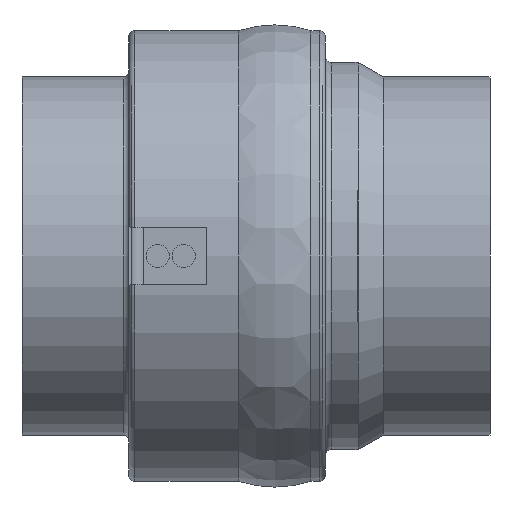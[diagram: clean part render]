
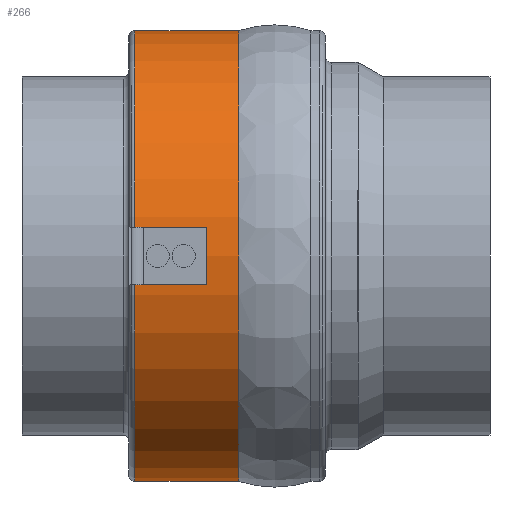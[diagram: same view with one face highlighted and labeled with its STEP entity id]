
A CAD part, left-side view. The second image highlights one B-rep face of the part: STEP entity #266.
In plain terms, the highlighted cylindrical face has radius 78 mm (diameter 156 mm), a partial arc.
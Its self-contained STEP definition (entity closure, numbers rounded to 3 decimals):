
#69 = EDGE_CURVE ( 'NONE', #78, #117, #816, .T. ) ;
#72 = EDGE_CURVE ( 'NONE', #81, #116, #812, .T. ) ;
#78 = VERTEX_POINT ( 'NONE', #859 ) ;
#81 = VERTEX_POINT ( 'NONE', #853 ) ;
#116 = VERTEX_POINT ( 'NONE', #955 ) ;
#117 = VERTEX_POINT ( 'NONE', #954 ) ;
#245 = ORIENTED_EDGE ( 'NONE', *, *, #246, .T. ) ;
#246 = EDGE_CURVE ( 'NONE', #116, #117, #1176, .T. ) ;
#266 = ADVANCED_FACE ( 'NONE', ( #1198 ), #1197, .T. ) ;
#267 = EDGE_LOOP ( 'NONE', ( #268, #317, #319, #245 ) ) ;
#268 = ORIENTED_EDGE ( 'NONE', *, *, #69, .F. ) ;
#317 = ORIENTED_EDGE ( 'NONE', *, *, #318, .T. ) ;
#318 = EDGE_CURVE ( 'NONE', #78, #81, #1305, .T. ) ;
#319 = ORIENTED_EDGE ( 'NONE', *, *, #72, .T. ) ;
#809 = DIRECTION ( 'NONE',  ( 0., 1., 0. ) ) ;
#810 = VECTOR ( 'NONE', #809, 1000. ) ;
#811 = CARTESIAN_POINT ( 'NONE',  ( 0., 0., 78. ) ) ;
#812 = LINE ( 'NONE', #811, #810 ) ;
#813 = DIRECTION ( 'NONE',  ( 0., 1., 0. ) ) ;
#814 = VECTOR ( 'NONE', #813, 1000. ) ;
#815 = CARTESIAN_POINT ( 'NONE',  ( 0., 0., -78. ) ) ;
#816 = LINE ( 'NONE', #815, #814 ) ;
#853 = CARTESIAN_POINT ( 'NONE',  ( 0., 87., 78. ) ) ;
#859 = CARTESIAN_POINT ( 'NONE',  ( 0., 87., -78. ) ) ;
#954 = CARTESIAN_POINT ( 'NONE',  ( 0., 123., -78. ) ) ;
#955 = CARTESIAN_POINT ( 'NONE',  ( 0., 123., 78. ) ) ;
#1168 = DIRECTION ( 'NONE',  ( 0., 0., 1. ) ) ;
#1169 = DIRECTION ( 'NONE',  ( 0., -1., 0. ) ) ;
#1170 = CARTESIAN_POINT ( 'NONE',  ( 0., 123., 0. ) ) ;
#1171 = AXIS2_PLACEMENT_3D ( 'NONE', #1170, #1169, #1168 ) ;
#1176 = CIRCLE ( 'NONE', #1171, 78. ) ;
#1193 = DIRECTION ( 'NONE',  ( 0., 0., 1. ) ) ;
#1194 = DIRECTION ( 'NONE',  ( 0., 1., 0. ) ) ;
#1195 = CARTESIAN_POINT ( 'NONE',  ( 0., 0., 0. ) ) ;
#1196 = AXIS2_PLACEMENT_3D ( 'NONE', #1195, #1194, #1193 ) ;
#1197 = CYLINDRICAL_SURFACE ( 'NONE', #1196, 78. ) ;
#1198 = FACE_OUTER_BOUND ( 'NONE', #267, .T. ) ;
#1301 = DIRECTION ( 'NONE',  ( 0., 0., 1. ) ) ;
#1302 = DIRECTION ( 'NONE',  ( 0., 1., 0. ) ) ;
#1303 = CARTESIAN_POINT ( 'NONE',  ( 0., 87., 0. ) ) ;
#1304 = AXIS2_PLACEMENT_3D ( 'NONE', #1303, #1302, #1301 ) ;
#1305 = CIRCLE ( 'NONE', #1304, 78. ) ;
